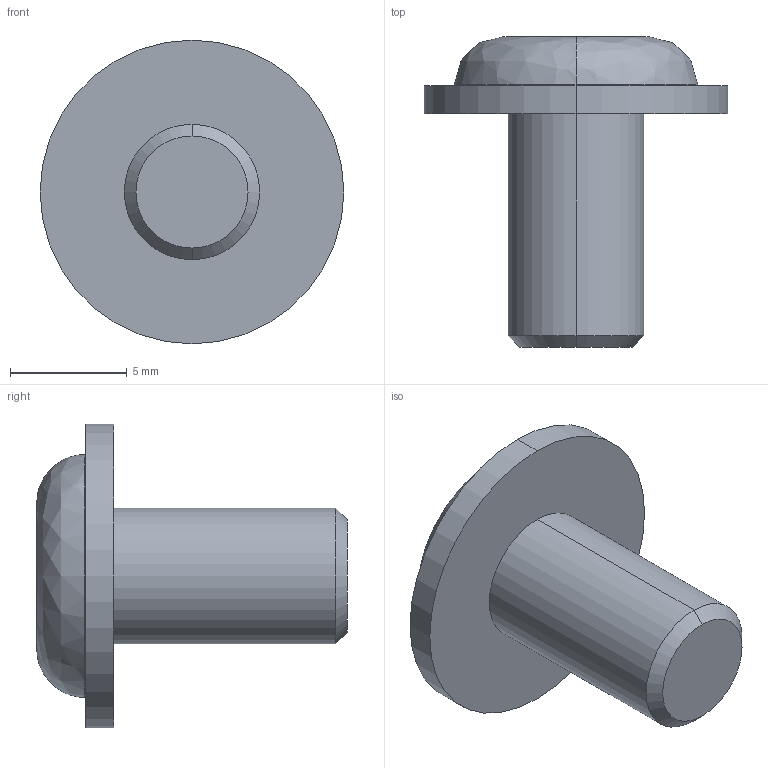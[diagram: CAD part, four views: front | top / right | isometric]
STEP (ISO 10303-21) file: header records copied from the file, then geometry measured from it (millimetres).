
FILE_DESCRIPTION (( 'STEP AP214' ), '1' );
FILE_NAME ('7250116', '2019-02-01T14:21:55', ( '' ), ('JUGARD+KÜNSTNER GmbH'), 'SwSTEP 2.0', 'SolidWorks 2017', '' );
FILE_SCHEMA (( 'AUTOMOTIVE_DESIGN' ));
Length unit declared in the file: millimetre
Products named in the file (1): 7250116_CNAJF00
Bounding box: 13 x 13.3 x 13 mm (x, y, z)
Volume: 526.9 mm3; surface area: 573 mm2
Topology: 1 solids, 1 shells, 27 faces, 56 edges, 34 vertices
Faces by surface type: plane 11, cylinder 10, bspline 4, cone 2
Entity records: 943 total; most frequent: CARTESIAN_POINT 365, ORIENTED_EDGE 112, DIRECTION 110, EDGE_CURVE 56, AXIS2_PLACEMENT_3D 40, VERTEX_POINT 34, VECTOR 30, EDGE_LOOP 30
